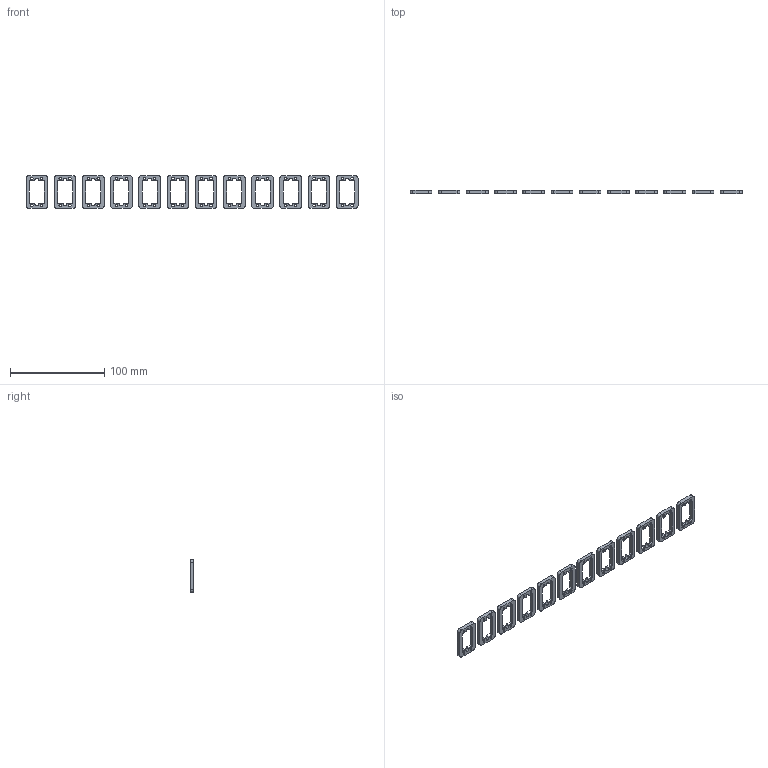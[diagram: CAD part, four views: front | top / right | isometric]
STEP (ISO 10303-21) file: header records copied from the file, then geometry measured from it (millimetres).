
FILE_DESCRIPTION(/* description */ (''),/* implementation_level */ '2;1');
FILE_NAME(/* name */ 'Elco nut retainer.step',/* time_stamp */ '2024-04-15T10:27:04-04:00',/* author */ (''),/* organization */ (''),/* preprocessor_version */ 'ST-DEVELOPER v20',/* originating_system */ 'Autodesk Translation Framework v12.20.1.177',/* authorisation */ '');
FILE_SCHEMA (('AUTOMOTIVE_DESIGN { 1 0 10303 214 3 1 1 }'));
Length unit declared in the file: millimetre
Products named in the file (1): Nut retainer
Bounding box: 353 x 4 x 35 mm (x, y, z)
Volume: 15776.7 mm3; surface area: 20403.8 mm2
Topology: 12 solids, 12 shells, 600 faces, 1728 edges, 1152 vertices
Faces by surface type: plane 432, cylinder 168
Full cylindrical faces by diameter (mm): 2.5 x48
Entity records: 19857 total; most frequent: CARTESIAN_POINT 3481, ORIENTED_EDGE 3456, DIRECTION 3266, EDGE_CURVE 1728, LINE 1392, VECTOR 1392, VERTEX_POINT 1152, AXIS2_PLACEMENT_3D 937
